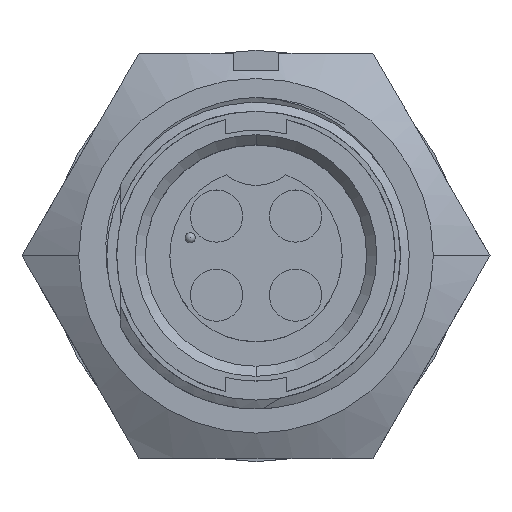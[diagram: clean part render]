
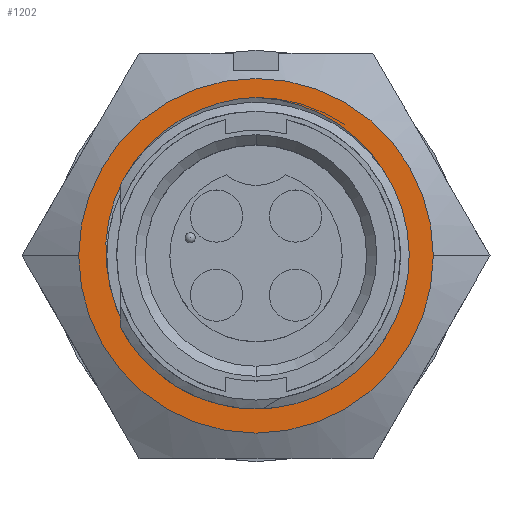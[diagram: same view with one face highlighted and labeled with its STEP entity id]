
A CAD part, top view. The second image highlights one B-rep face of the part: STEP entity #1202.
In plain terms, the highlighted planar face has unit normal (0, 0, 1).
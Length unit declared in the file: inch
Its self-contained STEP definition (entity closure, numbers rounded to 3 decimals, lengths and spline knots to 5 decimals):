
#1 = B_SPLINE_CURVE_WITH_KNOTS ( 'NONE', 3,
 ( #4697, #4701, #4702, #4703, #4704, #4705, #4706, #4707, #4708, #4709, #4710, #4711, #4712, #4713, #4714, #4715, #4716, #4717, #4718, #4719 ),
 .UNSPECIFIED., .F., .F.,
 ( 4, 2, 2, 2, 2, 2, 2, 2, 2, 4 ),
 ( 0., 0.00086, 0.00171, 0.00343, 0.00514, 0.00685, 0.00856, 0.01028, 0.01199, 0.0137 ),
 .UNSPECIFIED. ) ;
#82 = FACE_BOUND ( 'NONE', #10757, .T. ) ;
#97 = FACE_OUTER_BOUND ( 'NONE', #10299, .T. ) ;
#99 = AXIS2_PLACEMENT_3D ( 'NONE', #2813, #2814, #2815 ) ;
#602 = EDGE_CURVE ( 'NONE', #3558, #3433, #1521, .T. ) ;
#916 = ORIENTED_EDGE ( 'NONE', *, *, #1373, .T. ) ;
#974 = ORIENTED_EDGE ( 'NONE', *, *, #1319, .F. ) ;
#1033 = ORIENTED_EDGE ( 'NONE', *, *, #1508, .T. ) ;
#1070 = ORIENTED_EDGE ( 'NONE', *, *, #602, .F. ) ;
#1094 = ORIENTED_EDGE ( 'NONE', *, *, #1358, .F. ) ;
#1202 = ADVANCED_FACE ( 'NONE', ( #82, #97 ), #2812, .F. ) ;
#1314 = CIRCLE ( 'NONE', #9209, 0.35 ) ;
#1319 = EDGE_CURVE ( 'NONE', #3391, #3384, #1546, .T. ) ;
#1358 = EDGE_CURVE ( 'NONE', #3384, #3391, #1314, .T. ) ;
#1373 = EDGE_CURVE ( 'NONE', #3558, #3171, #4338, .T. ) ;
#1508 = EDGE_CURVE ( 'NONE', #3171, #3433, #1, .T. ) ;
#1521 = CIRCLE ( 'NONE', #3646, 0.2945 ) ;
#1546 = CIRCLE ( 'NONE', #3021, 0.35 ) ;
#2812 = PLANE ( 'NONE',  #99 ) ;
#2813 = CARTESIAN_POINT ( 'NONE',  ( -0.23094, -0.4, -0.2822 ) ) ;
#2814 = DIRECTION ( 'NONE',  ( 0., 0., -1. ) ) ;
#2815 = DIRECTION ( 'NONE',  ( -1., 0., 0. ) ) ;
#3021 = AXIS2_PLACEMENT_3D ( 'NONE', #8544, #8548, #8549 ) ;
#3171 = VERTEX_POINT ( 'NONE', #5139 ) ;
#3384 = VERTEX_POINT ( 'NONE', #5254 ) ;
#3391 = VERTEX_POINT ( 'NONE', #5258 ) ;
#3433 = VERTEX_POINT ( 'NONE', #5281 ) ;
#3558 = VERTEX_POINT ( 'NONE', #5354 ) ;
#3646 = AXIS2_PLACEMENT_3D ( 'NONE', #9407, #9414, #9415 ) ;
#4338 = B_SPLINE_CURVE_WITH_KNOTS ( 'NONE', 3,
 ( #8749, #8750, #8752, #8753, #8754, #8755, #8756, #8757, #8758, #8759, #8760, #8761, #8762, #8763, #8764, #8765, #8766, #8767, #8768, #8769 ),
 .UNSPECIFIED., .F., .F.,
 ( 4, 2, 2, 2, 2, 2, 2, 2, 2, 4 ),
 ( 0., 0.00086, 0.00171, 0.00343, 0.00514, 0.00685, 0.00856, 0.01028, 0.01199, 0.0137 ),
 .UNSPECIFIED. ) ;
#4697 = CARTESIAN_POINT ( 'NONE',  ( 0., 0.3125, -0.2822 ) ) ;
#4701 = CARTESIAN_POINT ( 'NONE',  ( 0.01126, 0.31215, -0.2822 ) ) ;
#4702 = CARTESIAN_POINT ( 'NONE',  ( 0.02246, 0.31119, -0.2822 ) ) ;
#4703 = CARTESIAN_POINT ( 'NONE',  ( 0.04473, 0.30804, -0.2822 ) ) ;
#4704 = CARTESIAN_POINT ( 'NONE',  ( 0.0558, 0.30585, -0.2822 ) ) ;
#4705 = CARTESIAN_POINT ( 'NONE',  ( 0.08828, 0.29757, -0.2822 ) ) ;
#4706 = CARTESIAN_POINT ( 'NONE',  ( 0.1092, 0.28976, -0.2822 ) ) ;
#4707 = CARTESIAN_POINT ( 'NONE',  ( 0.14943, 0.26947, -0.2822 ) ) ;
#4708 = CARTESIAN_POINT ( 'NONE',  ( 0.16807, 0.25734, -0.2822 ) ) ;
#4709 = CARTESIAN_POINT ( 'NONE',  ( 0.20255, 0.22923, -0.2822 ) ) ;
#4710 = CARTESIAN_POINT ( 'NONE',  ( 0.21849, 0.2131, -0.2822 ) ) ;
#4711 = CARTESIAN_POINT ( 'NONE',  ( 0.24626, 0.1778, -0.2822 ) ) ;
#4712 = CARTESIAN_POINT ( 'NONE',  ( 0.25816, 0.15857, -0.2822 ) ) ;
#4713 = CARTESIAN_POINT ( 'NONE',  ( 0.27742, 0.11786, -0.2822 ) ) ;
#4714 = CARTESIAN_POINT ( 'NONE',  ( 0.28463, 0.09675, -0.2822 ) ) ;
#4715 = CARTESIAN_POINT ( 'NONE',  ( 0.2943, 0.05334, -0.2822 ) ) ;
#4716 = CARTESIAN_POINT ( 'NONE',  ( 0.29673, 0.03074, -0.2822 ) ) ;
#4717 = CARTESIAN_POINT ( 'NONE',  ( 0.29654, -0.01383, -0.2822 ) ) ;
#4718 = CARTESIAN_POINT ( 'NONE',  ( 0.29395, -0.03594, -0.2822 ) ) ;
#4719 = CARTESIAN_POINT ( 'NONE',  ( 0.28876, -0.05788, -0.2822 ) ) ;
#5139 = CARTESIAN_POINT ( 'NONE',  ( 0., 0.3125, -0.2822 ) ) ;
#5254 = CARTESIAN_POINT ( 'NONE',  ( 0.35, 0., -0.2822 ) ) ;
#5258 = CARTESIAN_POINT ( 'NONE',  ( -0.35, 0., -0.2822 ) ) ;
#5281 = CARTESIAN_POINT ( 'NONE',  ( 0.28876, -0.05788, -0.2822 ) ) ;
#5354 = CARTESIAN_POINT ( 'NONE',  ( -0.28876, -0.05788, -0.2822 ) ) ;
#8544 = CARTESIAN_POINT ( 'NONE',  ( 0., 0., -0.2822 ) ) ;
#8548 = DIRECTION ( 'NONE',  ( 0., 0., -1. ) ) ;
#8549 = DIRECTION ( 'NONE',  ( -1., 0., 0. ) ) ;
#8665 = CARTESIAN_POINT ( 'NONE',  ( 0., 0., -0.2822 ) ) ;
#8678 = DIRECTION ( 'NONE',  ( 0., 0., -1. ) ) ;
#8679 = DIRECTION ( 'NONE',  ( -1., 0., 0. ) ) ;
#8749 = CARTESIAN_POINT ( 'NONE',  ( -0.28876, -0.05788, -0.2822 ) ) ;
#8750 = CARTESIAN_POINT ( 'NONE',  ( -0.29136, -0.04691, -0.2822 ) ) ;
#8752 = CARTESIAN_POINT ( 'NONE',  ( -0.29331, -0.03584, -0.2822 ) ) ;
#8753 = CARTESIAN_POINT ( 'NONE',  ( -0.29594, -0.01351, -0.2822 ) ) ;
#8754 = CARTESIAN_POINT ( 'NONE',  ( -0.2966, -0.00224, -0.2822 ) ) ;
#8755 = CARTESIAN_POINT ( 'NONE',  ( -0.2967, 0.03127, -0.2822 ) ) ;
#8756 = CARTESIAN_POINT ( 'NONE',  ( -0.2943, 0.05346, -0.2822 ) ) ;
#8757 = CARTESIAN_POINT ( 'NONE',  ( -0.28445, 0.09743, -0.2822 ) ) ;
#8758 = CARTESIAN_POINT ( 'NONE',  ( -0.27717, 0.11846, -0.2822 ) ) ;
#8759 = CARTESIAN_POINT ( 'NONE',  ( -0.25809, 0.15867, -0.2822 ) ) ;
#8760 = CARTESIAN_POINT ( 'NONE',  ( -0.24611, 0.178, -0.2822 ) ) ;
#8761 = CARTESIAN_POINT ( 'NONE',  ( -0.21858, 0.21298, -0.2822 ) ) ;
#8762 = CARTESIAN_POINT ( 'NONE',  ( -0.20298, 0.22885, -0.2822 ) ) ;
#8763 = CARTESIAN_POINT ( 'NONE',  ( -0.16811, 0.25734, -0.2822 ) ) ;
#8764 = CARTESIAN_POINT ( 'NONE',  ( -0.14941, 0.26946, -0.2822 ) ) ;
#8765 = CARTESIAN_POINT ( 'NONE',  ( -0.10971, 0.28953, -0.2822 ) ) ;
#8766 = CARTESIAN_POINT ( 'NONE',  ( -0.0885, 0.29751, -0.2822 ) ) ;
#8767 = CARTESIAN_POINT ( 'NONE',  ( -0.04496, 0.30862, -0.2822 ) ) ;
#8768 = CARTESIAN_POINT ( 'NONE',  ( -0.02252, 0.3118, -0.2822 ) ) ;
#8769 = CARTESIAN_POINT ( 'NONE',  ( 0., 0.3125, -0.2822 ) ) ;
#9209 = AXIS2_PLACEMENT_3D ( 'NONE', #8665, #8678, #8679 ) ;
#9407 = CARTESIAN_POINT ( 'NONE',  ( 0., 0., -0.2822 ) ) ;
#9414 = DIRECTION ( 'NONE',  ( 0., 0., 1. ) ) ;
#9415 = DIRECTION ( 'NONE',  ( 1., 0., 0. ) ) ;
#10299 = EDGE_LOOP ( 'NONE', ( #974, #1094 ) ) ;
#10757 = EDGE_LOOP ( 'NONE', ( #916, #1033, #1070 ) ) ;
